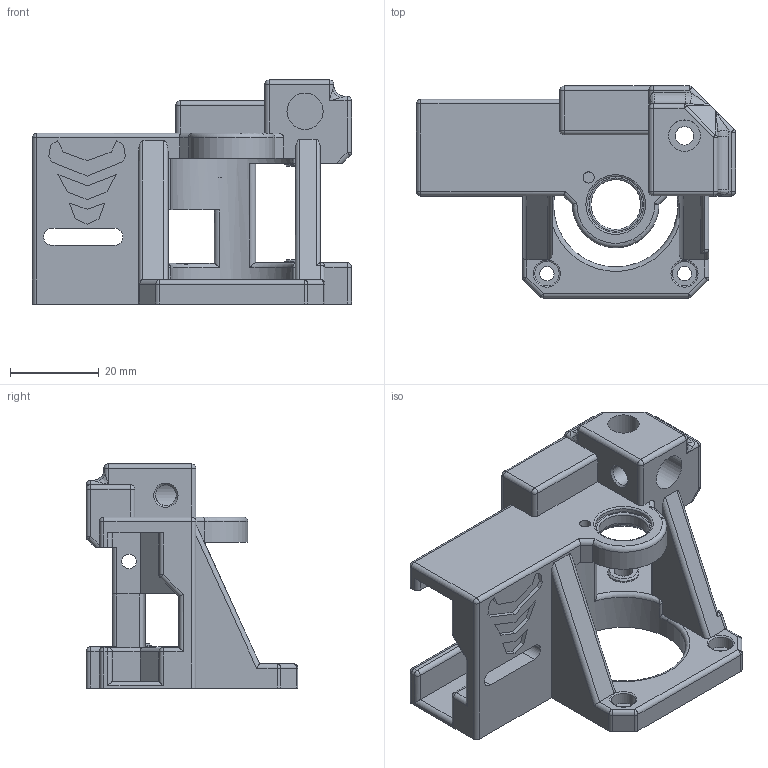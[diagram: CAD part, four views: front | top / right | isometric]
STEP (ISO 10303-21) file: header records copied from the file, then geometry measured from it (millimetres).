
FILE_DESCRIPTION(('HOOPS Exchange Step'),'2;1');
FILE_NAME('temp_export','2023-12-23T17:05:03-06:00',('DentedAF'),('Shapr3D Limited'),'HOOPS Exchange 2023.2','Shapr3D','Authorized');
FILE_SCHEMA( ('AUTOMOTIVE_DESIGN { 1 0 10303 214 1 1 1 1 }') );
Length unit declared in the file: millimetre
Products named in the file (1): root
Bounding box: 71.9 x 47.7 x 50.5 mm (x, y, z)
Volume: 34953.1 mm3; surface area: 17700 mm2
Topology: 1 solids, 1 shells, 295 faces, 761 edges, 445 vertices
Faces by surface type: cylinder 124, plane 114, sphere 32, torus 11, bspline 10, cone 4
Full cylindrical faces by diameter (mm): 2.5 x1, 3.2 x2, 3.3 x2, 4.2 x2, 4.6 x5, 4.7 x1, 5.5 x2, 7 x2, 7.1 x1, 8.15 x1, 11.2 x1, 12.65 x1, 28 x1
Entity records: 13416 total; most frequent: CARTESIAN_POINT 6265, DIRECTION 1544, ORIENTED_EDGE 1452, EDGE_CURVE 726, AXIS2_PLACEMENT_3D 566, VERTEX_POINT 445, VECTOR 412, LINE 412
